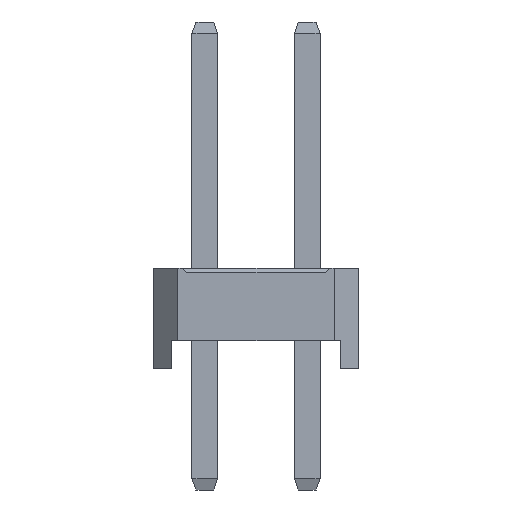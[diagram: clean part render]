
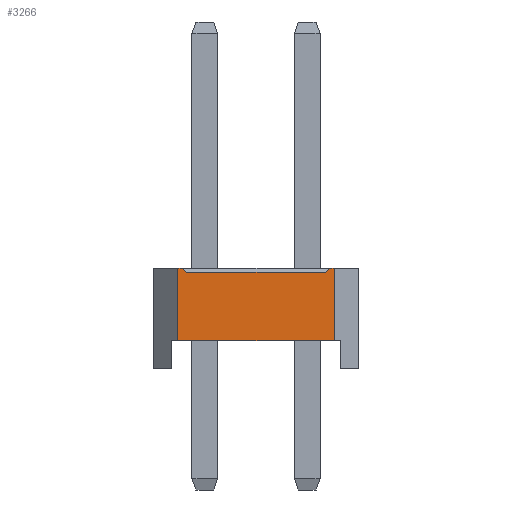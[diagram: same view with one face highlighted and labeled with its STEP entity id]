
A CAD part, left-side view. The second image highlights one B-rep face of the part: STEP entity #3266.
In plain terms, the highlighted planar face has unit normal (-1, 0, 0).
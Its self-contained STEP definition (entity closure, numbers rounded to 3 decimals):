
#3266=ADVANCED_FACE('',(#13400),#13402,.T.);
#13400=FACE_BOUND('',#13401,.T.);
#13401=EDGE_LOOP('',(#21329,#21330,#21331,#21332,#21333,#21334,#21335,#21336));
#13402=PLANE('',#13403);
#13403=AXIS2_PLACEMENT_3D('',#13404,#13405,#13406);
#13404=CARTESIAN_POINT('',(-1.27,3.21,0.));
#13405=DIRECTION('',(-1.,0.,0.));
#13406=DIRECTION('',(0.,-1.,0.));
#21329=ORIENTED_EDGE('',*,*,#26266,.F.);
#21330=ORIENTED_EDGE('',*,*,#26267,.T.);
#21331=ORIENTED_EDGE('',*,*,#26268,.F.);
#21332=ORIENTED_EDGE('',*,*,#25204,.F.);
#21333=ORIENTED_EDGE('',*,*,#26269,.F.);
#21334=ORIENTED_EDGE('',*,*,#24812,.T.);
#21335=ORIENTED_EDGE('',*,*,#26265,.T.);
#21336=ORIENTED_EDGE('',*,*,#25208,.F.);
#24812=EDGE_CURVE('',#27640,#27638,#27641,.T.);
#25204=EDGE_CURVE('',#28422,#28424,#28425,.T.);
#25208=EDGE_CURVE('',#28430,#28432,#28433,.T.);
#26265=EDGE_CURVE('',#27638,#28432,#30189,.T.);
#26266=EDGE_CURVE('',#30190,#28430,#30191,.F.);
#26267=EDGE_CURVE('',#30190,#30192,#30193,.T.);
#26268=EDGE_CURVE('',#28424,#30192,#30194,.F.);
#26269=EDGE_CURVE('',#27640,#28422,#30195,.T.);
#27638=VERTEX_POINT('',#32226);
#27640=VERTEX_POINT('',#32230);
#27641=LINE('',#32231,#32232);
#28422=VERTEX_POINT('',#33794);
#28424=VERTEX_POINT('',#33798);
#28425=LINE('',#33799,#33800);
#28430=VERTEX_POINT('',#33810);
#28432=VERTEX_POINT('',#33814);
#28433=LINE('',#33815,#33816);
#30189=LINE('',#37685,#37686);
#30190=VERTEX_POINT('',#37688);
#30191=LINE('',#37689,#37690);
#30192=VERTEX_POINT('',#37692);
#30193=LINE('',#37693,#37694);
#30194=LINE('',#37696,#37697);
#30195=LINE('',#37699,#37700);
#32226=CARTESIAN_POINT('',(-1.27,-0.67,0.7));
#32230=CARTESIAN_POINT('',(-1.27,3.21,0.7));
#32231=CARTESIAN_POINT('',(-1.27,3.21,0.7));
#32232=VECTOR('',#32233,1.);
#32233=DIRECTION('',(0.,-1.,0.));
#33794=CARTESIAN_POINT('',(-1.27,3.21,2.5));
#33798=CARTESIAN_POINT('',(-1.27,3.09,2.5));
#33799=CARTESIAN_POINT('',(-1.27,3.21,2.5));
#33800=VECTOR('',#33801,1.);
#33801=DIRECTION('',(0.,-1.,0.));
#33810=CARTESIAN_POINT('',(-1.27,-0.55,2.5));
#33814=CARTESIAN_POINT('',(-1.27,-0.67,2.5));
#33815=CARTESIAN_POINT('',(-1.27,-0.55,2.5));
#33816=VECTOR('',#33817,1.);
#33817=DIRECTION('',(0.,-1.,0.));
#37685=CARTESIAN_POINT('',(-1.27,-0.67,0.7));
#37686=VECTOR('',#37687,1.);
#37687=DIRECTION('',(0.,0.,1.));
#37688=CARTESIAN_POINT('',(-1.27,-0.45,2.4));
#37689=CARTESIAN_POINT('',(-1.27,-0.55,2.5));
#37690=VECTOR('',#37691,1.);
#37691=DIRECTION('',(0.,0.707,-0.707));
#37692=CARTESIAN_POINT('',(-1.27,2.99,2.4));
#37693=CARTESIAN_POINT('',(-1.27,-0.45,2.4));
#37694=VECTOR('',#37695,1.);
#37695=DIRECTION('',(0.,1.,0.));
#37696=CARTESIAN_POINT('',(-1.27,2.99,2.4));
#37697=VECTOR('',#37698,1.);
#37698=DIRECTION('',(0.,0.707,0.707));
#37699=CARTESIAN_POINT('',(-1.27,3.21,0.7));
#37700=VECTOR('',#37701,1.);
#37701=DIRECTION('',(0.,0.,1.));
